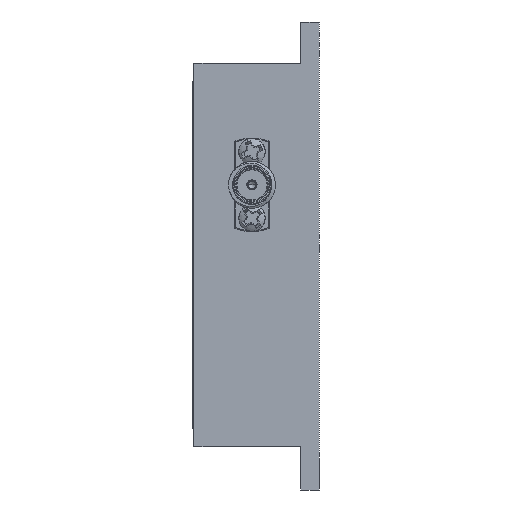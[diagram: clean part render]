
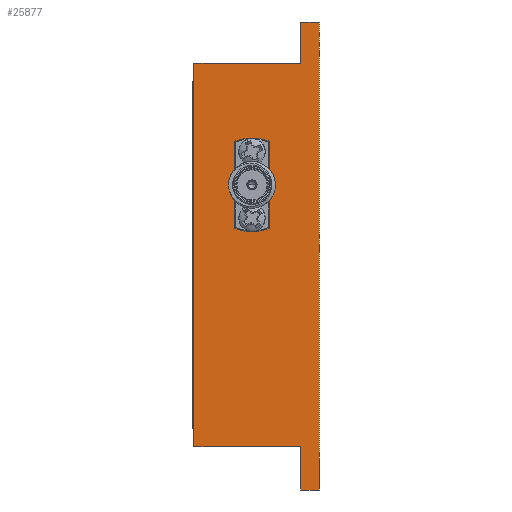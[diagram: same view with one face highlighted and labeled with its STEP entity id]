
A CAD part, left-side view. The second image highlights one B-rep face of the part: STEP entity #25877.
In plain terms, the highlighted planar face has unit normal (-1, 0, 0).
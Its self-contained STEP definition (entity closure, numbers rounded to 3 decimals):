
#65 = EDGE_CURVE ( 'NONE', #11063, #3546, #2382, .T. ) ;
#1430 = LINE ( 'NONE', #7502, #16145 ) ;
#1616 = VERTEX_POINT ( 'NONE', #22993 ) ;
#1787 = DIRECTION ( 'NONE',  ( 0., 0., 1. ) ) ;
#2151 = EDGE_CURVE ( 'NONE', #11063, #27966, #35040, .T. ) ;
#2342 = ORIENTED_EDGE ( 'NONE', *, *, #29616, .F. ) ;
#2382 = LINE ( 'NONE', #32429, #17860 ) ;
#3546 = VERTEX_POINT ( 'NONE', #7897 ) ;
#5206 = LINE ( 'NONE', #17073, #18847 ) ;
#5225 = CARTESIAN_POINT ( 'NONE',  ( 0., 2.54, 0. ) ) ;
#5362 = CARTESIAN_POINT ( 'NONE',  ( 0., 17.018, 0. ) ) ;
#5862 = VECTOR ( 'NONE', #20338, 1000. ) ;
#6008 = LINE ( 'NONE', #15139, #11040 ) ;
#6152 = LINE ( 'NONE', #15281, #8967 ) ;
#6692 = EDGE_CURVE ( 'NONE', #1616, #12271, #6152, .T. ) ;
#6864 = ORIENTED_EDGE ( 'NONE', *, *, #28611, .F. ) ;
#7502 = CARTESIAN_POINT ( 'NONE',  ( 0., 2.54, -57.658 ) ) ;
#7897 = CARTESIAN_POINT ( 'NONE',  ( 0., 17.018, -5.588 ) ) ;
#8071 = DIRECTION ( 'NONE',  ( 0., 1., 0. ) ) ;
#8967 = VECTOR ( 'NONE', #35398, 1000. ) ;
#8987 = ORIENTED_EDGE ( 'NONE', *, *, #65, .T. ) ;
#11040 = VECTOR ( 'NONE', #29383, 1000. ) ;
#11063 = VERTEX_POINT ( 'NONE', #13873 ) ;
#11196 = CARTESIAN_POINT ( 'NONE',  ( 0., 0., -63.5 ) ) ;
#11366 = LINE ( 'NONE', #5362, #5862 ) ;
#12082 = ORIENTED_EDGE ( 'NONE', *, *, #33441, .T. ) ;
#12271 = VERTEX_POINT ( 'NONE', #11196 ) ;
#13873 = CARTESIAN_POINT ( 'NONE',  ( 0., 2.54, -5.588 ) ) ;
#15139 = CARTESIAN_POINT ( 'NONE',  ( 0., 0., 0. ) ) ;
#15281 = CARTESIAN_POINT ( 'NONE',  ( 0., 17.018, -63.5 ) ) ;
#16145 = VECTOR ( 'NONE', #28361, 1000. ) ;
#16176 = DIRECTION ( 'NONE',  ( 0., 0., -1. ) ) ;
#16612 = LINE ( 'NONE', #31632, #17358 ) ;
#17073 = CARTESIAN_POINT ( 'NONE',  ( 0., 17.018, 0. ) ) ;
#17293 = PLANE ( 'NONE',  #34427 ) ;
#17358 = VECTOR ( 'NONE', #1787, 1000. ) ;
#17860 = VECTOR ( 'NONE', #8071, 1000. ) ;
#18688 = CARTESIAN_POINT ( 'NONE',  ( 0., 2.54, 0. ) ) ;
#18847 = VECTOR ( 'NONE', #37759, 1000. ) ;
#20167 = EDGE_CURVE ( 'NONE', #1616, #32344, #16612, .T. ) ;
#20338 = DIRECTION ( 'NONE',  ( 0., -1., 0. ) ) ;
#20414 = CARTESIAN_POINT ( 'NONE',  ( 0., 17.018, 0. ) ) ;
#20751 = VERTEX_POINT ( 'NONE', #38214 ) ;
#21194 = EDGE_CURVE ( 'NONE', #32344, #27151, #1430, .T. ) ;
#22993 = CARTESIAN_POINT ( 'NONE',  ( 0., 2.54, -63.5 ) ) ;
#23350 = FACE_OUTER_BOUND ( 'NONE', #33432, .T. ) ;
#24032 = ORIENTED_EDGE ( 'NONE', *, *, #21194, .F. ) ;
#24365 = ORIENTED_EDGE ( 'NONE', *, *, #6692, .T. ) ;
#25877 = ADVANCED_FACE ( 'NONE', ( #23350 ), #17293, .F. ) ;
#27151 = VERTEX_POINT ( 'NONE', #27489 ) ;
#27489 = CARTESIAN_POINT ( 'NONE',  ( 0., 17.018, -57.658 ) ) ;
#27966 = VERTEX_POINT ( 'NONE', #18688 ) ;
#28361 = DIRECTION ( 'NONE',  ( 0., 1., 0. ) ) ;
#28611 = EDGE_CURVE ( 'NONE', #27151, #3546, #5206, .T. ) ;
#29383 = DIRECTION ( 'NONE',  ( 0., 0., 1. ) ) ;
#29616 = EDGE_CURVE ( 'NONE', #27966, #20751, #11366, .T. ) ;
#30015 = ORIENTED_EDGE ( 'NONE', *, *, #2151, .F. ) ;
#31471 = ORIENTED_EDGE ( 'NONE', *, *, #20167, .F. ) ;
#31632 = CARTESIAN_POINT ( 'NONE',  ( 0., 2.54, 0. ) ) ;
#32326 = DIRECTION ( 'NONE',  ( 1., 0., 0. ) ) ;
#32344 = VERTEX_POINT ( 'NONE', #36604 ) ;
#32429 = CARTESIAN_POINT ( 'NONE',  ( 0., 2.54, -5.588 ) ) ;
#33432 = EDGE_LOOP ( 'NONE', ( #24032, #31471, #24365, #12082, #2342, #30015, #8987, #6864 ) ) ;
#33441 = EDGE_CURVE ( 'NONE', #12271, #20751, #6008, .T. ) ;
#33576 = VECTOR ( 'NONE', #37966, 1000. ) ;
#34427 = AXIS2_PLACEMENT_3D ( 'NONE', #20414, #32326, #16176 ) ;
#35040 = LINE ( 'NONE', #5225, #33576 ) ;
#35398 = DIRECTION ( 'NONE',  ( 0., -1., 0. ) ) ;
#36604 = CARTESIAN_POINT ( 'NONE',  ( 0., 2.54, -57.658 ) ) ;
#37759 = DIRECTION ( 'NONE',  ( 0., 0., 1. ) ) ;
#37966 = DIRECTION ( 'NONE',  ( 0., 0., 1. ) ) ;
#38214 = CARTESIAN_POINT ( 'NONE',  ( 0., 0., 0. ) ) ;
